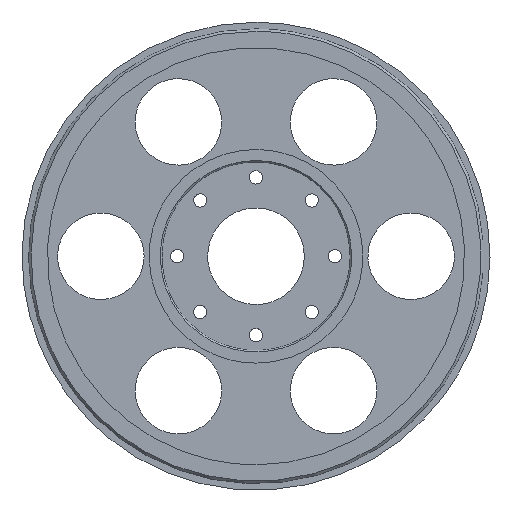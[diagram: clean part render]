
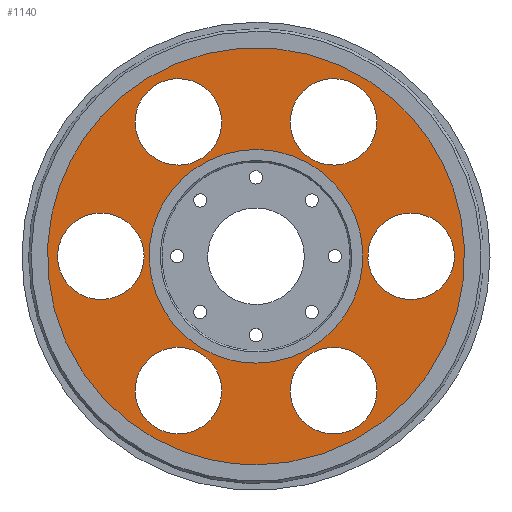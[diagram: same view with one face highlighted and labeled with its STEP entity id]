
A CAD part, left-side view. The second image highlights one B-rep face of the part: STEP entity #1140.
In plain terms, the highlighted free-form (B-spline) face has degree [1, 1] with [2, 2] control points.
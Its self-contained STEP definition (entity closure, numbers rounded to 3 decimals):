
#864 = VERTEX_POINT('',#865);
#865 = CARTESIAN_POINT('',(22.542,-180.928,
    50.423));
#870 = EDGE_CURVE('',#864,#864,#871,.T.);
#871 = ( BOUNDED_CURVE() B_SPLINE_CURVE(2,(#872,#873,#874,#875,#876,#877
,#878),.UNSPECIFIED.,.T.,.F.) B_SPLINE_CURVE_WITH_KNOTS((1,2,2,2,2,1),(
    -2.094,0.,2.094,4.189,6.283,
8.378),.UNSPECIFIED.) CURVE() GEOMETRIC_REPRESENTATION_ITEM() 
RATIONAL_B_SPLINE_CURVE((1.,0.5,1.,0.5,1.,0.5,1.)) REPRESENTATION_ITEM(
  '') );
#872 = CARTESIAN_POINT('',(22.542,-180.928,
    50.423));
#873 = CARTESIAN_POINT('',(22.542,-268.263,
    50.423));
#874 = CARTESIAN_POINT('',(22.542,-224.595,
    -25.211));
#875 = CARTESIAN_POINT('',(22.542,-180.928,
    -100.845));
#876 = CARTESIAN_POINT('',(22.542,-137.261,
    -25.211));
#877 = CARTESIAN_POINT('',(22.542,-93.594,
    50.423));
#878 = CARTESIAN_POINT('',(22.542,-180.928,
    50.423));
#901 = VERTEX_POINT('',#902);
#902 = CARTESIAN_POINT('',(22.542,180.928,
    50.423));
#907 = EDGE_CURVE('',#901,#901,#908,.T.);
#908 = ( BOUNDED_CURVE() B_SPLINE_CURVE(2,(#909,#910,#911,#912,#913,#914
,#915),.UNSPECIFIED.,.T.,.F.) B_SPLINE_CURVE_WITH_KNOTS((1,2,2,2,2,1),(
    -2.094,0.,2.094,4.189,6.283,
8.378),.UNSPECIFIED.) CURVE() GEOMETRIC_REPRESENTATION_ITEM() 
RATIONAL_B_SPLINE_CURVE((1.,0.5,1.,0.5,1.,0.5,1.)) REPRESENTATION_ITEM(
  '') );
#909 = CARTESIAN_POINT('',(22.542,180.928,
    50.423));
#910 = CARTESIAN_POINT('',(22.542,93.594,
    50.423));
#911 = CARTESIAN_POINT('',(22.542,137.261,
    -25.211));
#912 = CARTESIAN_POINT('',(22.542,180.928,
    -100.845));
#913 = CARTESIAN_POINT('',(22.542,224.595,
    -25.211));
#914 = CARTESIAN_POINT('',(22.542,268.263,
    50.423));
#915 = CARTESIAN_POINT('',(22.542,180.928,
    50.423));
#938 = VERTEX_POINT('',#939);
#939 = CARTESIAN_POINT('',(22.542,-90.464,
    -106.266));
#944 = EDGE_CURVE('',#938,#938,#945,.T.);
#945 = ( BOUNDED_CURVE() B_SPLINE_CURVE(2,(#946,#947,#948,#949,#950,#951
,#952),.UNSPECIFIED.,.T.,.F.) B_SPLINE_CURVE_WITH_KNOTS((1,2,2,2,2,1),(
    -2.094,0.,2.094,4.189,6.283,
8.378),.UNSPECIFIED.) CURVE() GEOMETRIC_REPRESENTATION_ITEM() 
RATIONAL_B_SPLINE_CURVE((1.,0.5,1.,0.5,1.,0.5,1.)) REPRESENTATION_ITEM(
  '') );
#946 = CARTESIAN_POINT('',(22.542,-90.464,
    -106.266));
#947 = CARTESIAN_POINT('',(22.542,-177.799,
    -106.266));
#948 = CARTESIAN_POINT('',(22.542,-134.131,
    -181.9));
#949 = CARTESIAN_POINT('',(22.542,-90.464,
    -257.534));
#950 = CARTESIAN_POINT('',(22.542,-46.797,
    -181.9));
#951 = CARTESIAN_POINT('',(22.542,-3.13,
    -106.266));
#952 = CARTESIAN_POINT('',(22.542,-90.464,
    -106.266));
#975 = VERTEX_POINT('',#976);
#976 = CARTESIAN_POINT('',(22.542,-90.464,
    207.111));
#981 = EDGE_CURVE('',#975,#975,#982,.T.);
#982 = ( BOUNDED_CURVE() B_SPLINE_CURVE(2,(#983,#984,#985,#986,#987,#988
,#989),.UNSPECIFIED.,.T.,.F.) B_SPLINE_CURVE_WITH_KNOTS((1,2,2,2,2,1),(
    -2.094,0.,2.094,4.189,6.283,
8.378),.UNSPECIFIED.) CURVE() GEOMETRIC_REPRESENTATION_ITEM() 
RATIONAL_B_SPLINE_CURVE((1.,0.5,1.,0.5,1.,0.5,1.)) REPRESENTATION_ITEM(
  '') );
#983 = CARTESIAN_POINT('',(22.542,-90.464,
    207.111));
#984 = CARTESIAN_POINT('',(22.542,-177.799,
    207.111));
#985 = CARTESIAN_POINT('',(22.542,-134.131,
    131.477));
#986 = CARTESIAN_POINT('',(22.542,-90.464,
    55.843));
#987 = CARTESIAN_POINT('',(22.542,-46.797,
    131.477));
#988 = CARTESIAN_POINT('',(22.542,-3.13,
    207.111));
#989 = CARTESIAN_POINT('',(22.542,-90.464,
    207.111));
#1012 = VERTEX_POINT('',#1013);
#1013 = CARTESIAN_POINT('',(22.542,90.464,
    -106.266));
#1018 = EDGE_CURVE('',#1012,#1012,#1019,.T.);
#1019 = ( BOUNDED_CURVE() B_SPLINE_CURVE(2,(#1020,#1021,#1022,#1023,
#1024,#1025,#1026),.UNSPECIFIED.,.T.,.F.) B_SPLINE_CURVE_WITH_KNOTS((1,2
    ,2,2,2,1),(-2.094,0.,2.094,4.189,
6.283,8.378),.UNSPECIFIED.) CURVE() 
GEOMETRIC_REPRESENTATION_ITEM() RATIONAL_B_SPLINE_CURVE((1.,0.5,1.,0.5,
1.,0.5,1.)) REPRESENTATION_ITEM('') );
#1020 = CARTESIAN_POINT('',(22.542,90.464,
    -106.266));
#1021 = CARTESIAN_POINT('',(22.542,3.13,
    -106.266));
#1022 = CARTESIAN_POINT('',(22.542,46.797,
    -181.9));
#1023 = CARTESIAN_POINT('',(22.542,90.464,
    -257.534));
#1024 = CARTESIAN_POINT('',(22.542,134.131,
    -181.9));
#1025 = CARTESIAN_POINT('',(22.542,177.799,
    -106.266));
#1026 = CARTESIAN_POINT('',(22.542,90.464,
    -106.266));
#1049 = VERTEX_POINT('',#1050);
#1050 = CARTESIAN_POINT('',(22.542,90.464,
    207.111));
#1055 = EDGE_CURVE('',#1049,#1049,#1056,.T.);
#1056 = ( BOUNDED_CURVE() B_SPLINE_CURVE(2,(#1057,#1058,#1059,#1060,
#1061,#1062,#1063),.UNSPECIFIED.,.T.,.F.) B_SPLINE_CURVE_WITH_KNOTS((1,2
    ,2,2,2,1),(-2.094,0.,2.094,4.189,
6.283,8.378),.UNSPECIFIED.) CURVE() 
GEOMETRIC_REPRESENTATION_ITEM() RATIONAL_B_SPLINE_CURVE((1.,0.5,1.,0.5,
1.,0.5,1.)) REPRESENTATION_ITEM('') );
#1057 = CARTESIAN_POINT('',(22.542,90.464,
    207.111));
#1058 = CARTESIAN_POINT('',(22.542,3.13,
    207.111));
#1059 = CARTESIAN_POINT('',(22.542,46.797,
    131.477));
#1060 = CARTESIAN_POINT('',(22.542,90.464,
    55.843));
#1061 = CARTESIAN_POINT('',(22.542,134.131,
    131.477));
#1062 = CARTESIAN_POINT('',(22.542,177.799,
    207.111));
#1063 = CARTESIAN_POINT('',(22.542,90.464,
    207.111));
#1084 = EDGE_CURVE('',#1085,#1085,#1087,.T.);
#1085 = VERTEX_POINT('',#1086);
#1086 = CARTESIAN_POINT('',(22.542,0.,
    -124.573));
#1087 = ( BOUNDED_CURVE() B_SPLINE_CURVE(2,(#1088,#1089,#1090,#1091,
#1092,#1093,#1094),.UNSPECIFIED.,.T.,.F.) B_SPLINE_CURVE_WITH_KNOTS((1,2
    ,2,2,2,1),(-2.094,0.,2.094,4.189,
6.283,8.378),.UNSPECIFIED.) CURVE() 
GEOMETRIC_REPRESENTATION_ITEM() RATIONAL_B_SPLINE_CURVE((1.,0.5,1.,0.5,
1.,0.5,1.)) REPRESENTATION_ITEM('') );
#1088 = CARTESIAN_POINT('',(22.542,0.,
    -124.573));
#1089 = CARTESIAN_POINT('',(22.542,-215.768,
    -124.573));
#1090 = CARTESIAN_POINT('',(22.542,-107.884,
    62.287));
#1091 = CARTESIAN_POINT('',(22.542,0.,
    249.147));
#1092 = CARTESIAN_POINT('',(22.542,107.884,
    62.287));
#1093 = CARTESIAN_POINT('',(22.542,215.768,
    -124.573));
#1094 = CARTESIAN_POINT('',(22.542,0.,
    -124.573));
#1140 = ADVANCED_FACE('',(#1141,#1155,#1158,#1161,#1164,#1167,#1170,
    #1173),#1176,.T.);
#1141 = FACE_BOUND('',#1142,.T.);
#1142 = EDGE_LOOP('',(#1143));
#1143 = ORIENTED_EDGE('',*,*,#1144,.T.);
#1144 = EDGE_CURVE('',#1145,#1145,#1147,.T.);
#1145 = VERTEX_POINT('',#1146);
#1146 = CARTESIAN_POINT('',(22.542,0.,
    -243.215));
#1147 = ( BOUNDED_CURVE() B_SPLINE_CURVE(2,(#1148,#1149,#1150,#1151,
#1152,#1153,#1154),.UNSPECIFIED.,.T.,.F.) B_SPLINE_CURVE_WITH_KNOTS((1,2
    ,2,2,2,1),(-2.094,0.,2.094,4.189,
6.283,8.378),.UNSPECIFIED.) CURVE() 
GEOMETRIC_REPRESENTATION_ITEM() RATIONAL_B_SPLINE_CURVE((1.,0.5,1.,0.5,
1.,0.5,1.)) REPRESENTATION_ITEM('') );
#1148 = CARTESIAN_POINT('',(22.542,0.,
    -243.215));
#1149 = CARTESIAN_POINT('',(22.542,-421.261,
    -243.215));
#1150 = CARTESIAN_POINT('',(22.542,-210.63,
    121.607));
#1151 = CARTESIAN_POINT('',(22.542,0.,
    486.43));
#1152 = CARTESIAN_POINT('',(22.542,210.63,
    121.607));
#1153 = CARTESIAN_POINT('',(22.542,421.261,
    -243.215));
#1154 = CARTESIAN_POINT('',(22.542,0.,
    -243.215));
#1155 = FACE_BOUND('',#1156,.T.);
#1156 = EDGE_LOOP('',(#1157));
#1157 = ORIENTED_EDGE('',*,*,#870,.T.);
#1158 = FACE_BOUND('',#1159,.T.);
#1159 = EDGE_LOOP('',(#1160));
#1160 = ORIENTED_EDGE('',*,*,#907,.T.);
#1161 = FACE_BOUND('',#1162,.T.);
#1162 = EDGE_LOOP('',(#1163));
#1163 = ORIENTED_EDGE('',*,*,#944,.T.);
#1164 = FACE_BOUND('',#1165,.T.);
#1165 = EDGE_LOOP('',(#1166));
#1166 = ORIENTED_EDGE('',*,*,#981,.T.);
#1167 = FACE_BOUND('',#1168,.T.);
#1168 = EDGE_LOOP('',(#1169));
#1169 = ORIENTED_EDGE('',*,*,#1018,.T.);
#1170 = FACE_BOUND('',#1171,.T.);
#1171 = EDGE_LOOP('',(#1172));
#1172 = ORIENTED_EDGE('',*,*,#1055,.T.);
#1173 = FACE_BOUND('',#1174,.T.);
#1174 = EDGE_LOOP('',(#1175));
#1175 = ORIENTED_EDGE('',*,*,#1084,.F.);
#1176 = B_SPLINE_SURFACE_WITH_KNOTS('',1,1,(
    (#1177,#1178)
    ,(#1179,#1180
    )),.UNSPECIFIED.,.F.,.F.,.F.,(2,2),(2,2),(-205.,205.),(-205.,205.),
  .PIECEWISE_BEZIER_KNOTS.);
#1177 = CARTESIAN_POINT('',(22.542,243.215,
    243.215));
#1178 = CARTESIAN_POINT('',(22.542,-243.215,
    243.215));
#1179 = CARTESIAN_POINT('',(22.542,243.215,
    -243.215));
#1180 = CARTESIAN_POINT('',(22.542,-243.215,
    -243.215));
